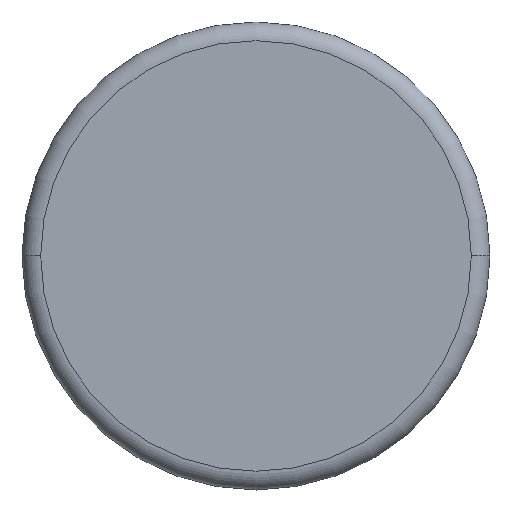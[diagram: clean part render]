
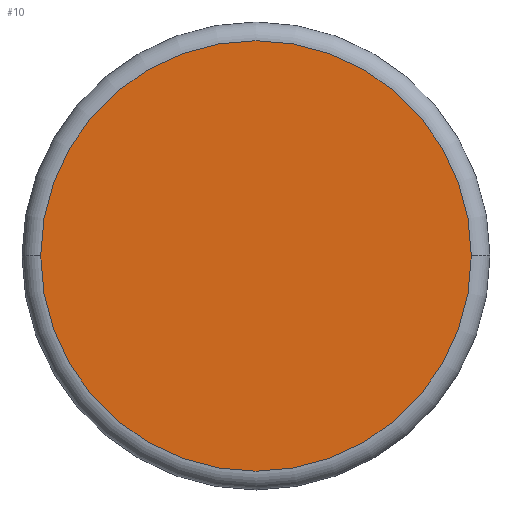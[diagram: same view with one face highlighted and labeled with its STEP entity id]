
A CAD part, top view. The second image highlights one B-rep face of the part: STEP entity #10.
In plain terms, the highlighted planar face has unit normal (0, 0, 1).
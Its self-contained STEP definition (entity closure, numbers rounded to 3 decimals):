
#10 = ADVANCED_FACE ( 'NONE', ( #343 ), #349, .F. ) ;
#18 = ORIENTED_EDGE ( 'NONE', *, *, #21, .F. ) ;
#19 = VERTEX_POINT ( 'NONE', #292 ) ;
#21 = EDGE_CURVE ( 'NONE', #163, #19, #575, .T. ) ;
#163 = VERTEX_POINT ( 'NONE', #600 ) ;
#164 = EDGE_CURVE ( 'NONE', #19, #163, #721, .T. ) ;
#171 = EDGE_LOOP ( 'NONE', ( #18, #225 ) ) ;
#225 = ORIENTED_EDGE ( 'NONE', *, *, #164, .F. ) ;
#292 = CARTESIAN_POINT ( 'NONE',  ( 11.5, 0., 42. ) ) ;
#343 = FACE_OUTER_BOUND ( 'NONE', #171, .T. ) ;
#349 = PLANE ( 'NONE',  #383 ) ;
#383 = AXIS2_PLACEMENT_3D ( 'NONE', #404, #403, #402 ) ;
#402 = DIRECTION ( 'NONE',  ( -1., 0., 0. ) ) ;
#403 = DIRECTION ( 'NONE',  ( 0., 0., -1. ) ) ;
#404 = CARTESIAN_POINT ( 'NONE',  ( 0., 0., 42. ) ) ;
#452 = DIRECTION ( 'NONE',  ( -1., 0., 0. ) ) ;
#453 = DIRECTION ( 'NONE',  ( 0., 0., -1. ) ) ;
#474 = AXIS2_PLACEMENT_3D ( 'NONE', #574, #453, #452 ) ;
#574 = CARTESIAN_POINT ( 'NONE',  ( 0., 0., 42. ) ) ;
#575 = CIRCLE ( 'NONE', #474, 11.5 ) ;
#600 = CARTESIAN_POINT ( 'NONE',  ( -11.5, 0., 42. ) ) ;
#710 = DIRECTION ( 'NONE',  ( -1., 0., 0. ) ) ;
#711 = DIRECTION ( 'NONE',  ( 0., 0., -1. ) ) ;
#719 = CARTESIAN_POINT ( 'NONE',  ( 0., 0., 42. ) ) ;
#721 = CIRCLE ( 'NONE', #747, 11.5 ) ;
#747 = AXIS2_PLACEMENT_3D ( 'NONE', #719, #711, #710 ) ;
